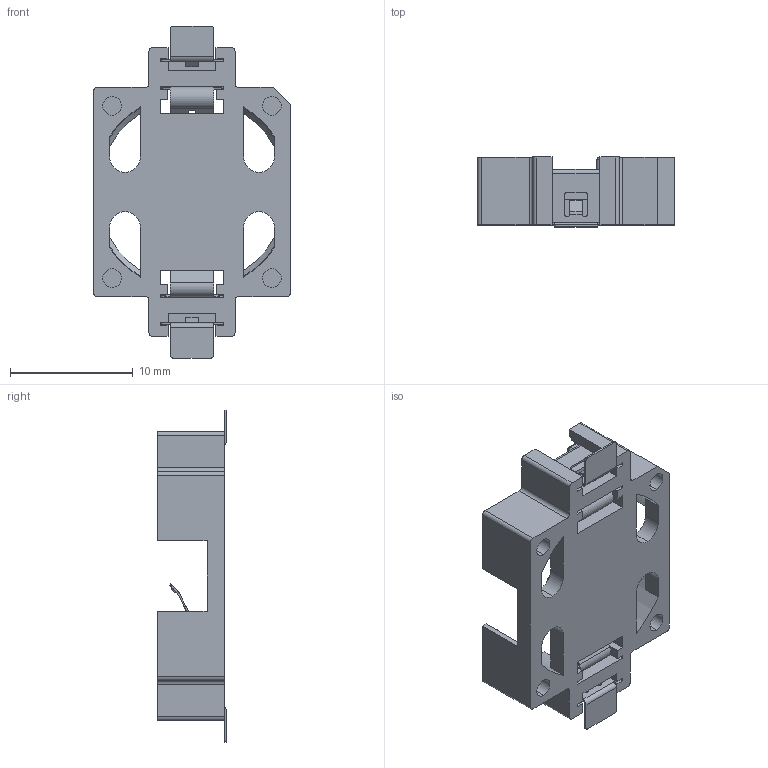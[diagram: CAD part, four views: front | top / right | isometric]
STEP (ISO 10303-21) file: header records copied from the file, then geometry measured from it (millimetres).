
FILE_DESCRIPTION(('STEP AP214'),'1');
FILE_NAME('2378379.stp','2024-03-01T21:45:06',('TraceParts'),('TraceParts S.A.'),'Spatial InterOp 3D',' ',' ');
FILE_SCHEMA(('AUTOMOTIVE_DESIGN { 1 0 10303 214 1 1 1 1 }'));
Length unit declared in the file: millimetre
Products named in the file (1): 2378379_1
Bounding box: 16 x 5.65 x 27 mm (x, y, z)
Volume: 699 mm3; surface area: 1611.5 mm2
Topology: 3 solids, 3 shells, 377 faces, 1061 edges, 688 vertices
Faces by surface type: plane 232, cylinder 113, bspline 20, cone 8, sphere 4
Entity records: 12580 total; most frequent: CARTESIAN_POINT 2965, ORIENTED_EDGE 2082, DIRECTION 1921, EDGE_CURVE 1041, LINE 705, VECTOR 705, VERTEX_POINT 680, AXIS2_PLACEMENT_3D 608
